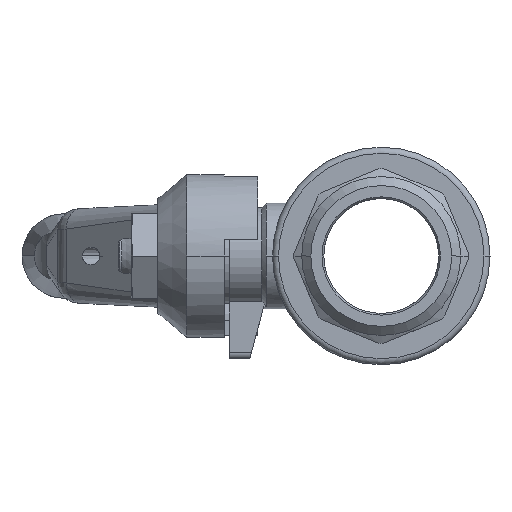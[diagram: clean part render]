
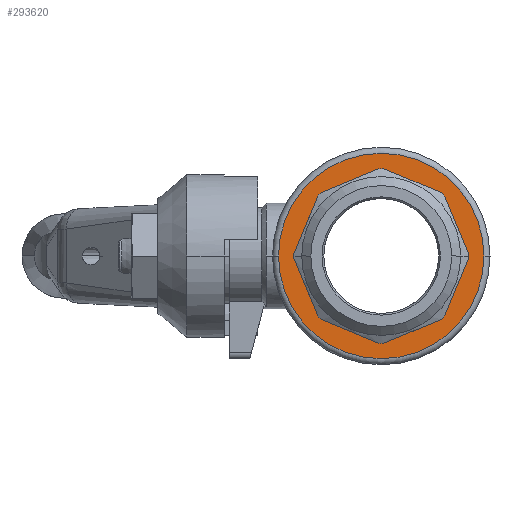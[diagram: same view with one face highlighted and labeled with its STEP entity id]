
A CAD part, left-side view. The second image highlights one B-rep face of the part: STEP entity #293620.
In plain terms, the highlighted face is planar.
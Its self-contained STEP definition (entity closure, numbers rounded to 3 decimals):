
#21550=CARTESIAN_POINT('',(17.,-0.406,
-14.444));
#21560=VERTEX_POINT('',#21550);
#21740=CARTESIAN_POINT('',(17.,0.406,
-14.444));
#21750=VERTEX_POINT('',#21740);
#21780=CARTESIAN_POINT('',(17.,0.,
0.));
#21790=DIRECTION('',(1.,0.,0.));
#21800=DIRECTION('',(0.,1.,0.));
#21810=AXIS2_PLACEMENT_3D('',#21780,#21790,#21800);
#21820=CIRCLE('',#21810,14.45);
#21830=EDGE_CURVE('',#21560,#21750,#21820,.T.);
#26810=CARTESIAN_POINT('',(17.,-10.5,
-9.927));
#26820=VERTEX_POINT('',#26810);
#27000=CARTESIAN_POINT('',(17.,-9.927,
-10.5));
#27010=VERTEX_POINT('',#27000);
#27040=CARTESIAN_POINT('',(17.,0.,
0.));
#27050=DIRECTION('',(1.,0.,0.));
#27060=DIRECTION('',(0.,1.,0.));
#27070=AXIS2_PLACEMENT_3D('',#27040,#27050,#27060);
#27080=CIRCLE('',#27070,14.45);
#27090=EDGE_CURVE('',#26820,#27010,#27080,.T.);
#292100=CARTESIAN_POINT('',(17.,17.,
0.));
#292110=VERTEX_POINT('',#292100);
#292200=CARTESIAN_POINT('',(17.,-17.,
0.));
#292210=VERTEX_POINT('',#292200);
#292240=CARTESIAN_POINT('',(17.,0.,
0.));
#292250=DIRECTION('',(-1.,0.,0.));
#292260=DIRECTION('',(0.,-1.,0.));
#292270=AXIS2_PLACEMENT_3D('',#292240,#292250,#292260);
#292280=CIRCLE('',#292270,17.);
#292290=EDGE_CURVE('',#292110,#292210,#292280,.T.);
#292340=CARTESIAN_POINT('',(17.,-16.225,
0.));
#292350=DIRECTION('',(1.,0.,0.));
#292360=DIRECTION('',(0.,1.,0.));
#292370=AXIS2_PLACEMENT_3D('',#292340,#292350,#292360);
#292380=PLANE('',#292370);
#292390=EDGE_CURVE('',#292210,#292110,#292280,.T.);
#292400=ORIENTED_EDGE('',*,*,#292390,.F.);
#292410=ORIENTED_EDGE('',*,*,#292290,.F.);
#292420=EDGE_LOOP('',(#292410,#292400));
#292430=FACE_OUTER_BOUND('',#292420,.T.);
#292440=CARTESIAN_POINT('',(17.,0.,
0.));
#292450=DIRECTION('',(1.,0.,0.));
#292460=DIRECTION('',(0.,1.,0.));
#292470=AXIS2_PLACEMENT_3D('',#292440,#292450,#292460);
#292480=CIRCLE('',#292470,14.45);
#292490=CARTESIAN_POINT('',(17.,-14.444,
0.406));
#292500=VERTEX_POINT('',#292490);
#292510=CARTESIAN_POINT('',(17.,-14.444,
-0.406));
#292520=VERTEX_POINT('',#292510);
#292530=EDGE_CURVE('',#292500,#292520,#292480,.T.);
#292540=ORIENTED_EDGE('',*,*,#292530,.F.);
#292550=CARTESIAN_POINT('',(17.,-14.612,
0.));
#292560=DIRECTION('',(0.,-0.383,
0.924));
#292570=VECTOR('',#292560,1.);
#292580=LINE('',#292550,#292570);
#292590=EDGE_CURVE('',#26820,#292520,#292580,.T.);
#292600=ORIENTED_EDGE('',*,*,#292590,.T.);
#292610=ORIENTED_EDGE('',*,*,#27090,.F.);
#292620=CARTESIAN_POINT('',(17.,0.,
-14.612));
#292630=DIRECTION('',(0.,-0.924,
0.383));
#292640=VECTOR('',#292630,1.);
#292650=LINE('',#292620,#292640);
#292660=EDGE_CURVE('',#21560,#27010,#292650,.T.);
#292670=ORIENTED_EDGE('',*,*,#292660,.T.);
#292680=ORIENTED_EDGE('',*,*,#21830,.F.);
#292690=CARTESIAN_POINT('',(17.,0.,
-14.612));
#292700=DIRECTION('',(0.,-0.924,
-0.383));
#292710=VECTOR('',#292700,1.);
#292720=LINE('',#292690,#292710);
#292730=CARTESIAN_POINT('',(17.,9.927,
-10.5));
#292740=VERTEX_POINT('',#292730);
#292750=EDGE_CURVE('',#292740,#21750,#292720,.T.);
#292760=ORIENTED_EDGE('',*,*,#292750,.T.);
#292770=CARTESIAN_POINT('',(17.,0.,
0.));
#292780=DIRECTION('',(1.,0.,0.));
#292790=DIRECTION('',(0.,1.,0.));
#292800=AXIS2_PLACEMENT_3D('',#292770,#292780,#292790);
#292810=CIRCLE('',#292800,14.45);
#292820=CARTESIAN_POINT('',(17.,10.5,
-9.927));
#292830=VERTEX_POINT('',#292820);
#292840=EDGE_CURVE('',#292740,#292830,#292810,.T.);
#292850=ORIENTED_EDGE('',*,*,#292840,.F.);
#292860=CARTESIAN_POINT('',(17.,14.612,
0.));
#292870=DIRECTION('',(0.,-0.383,
-0.924));
#292880=VECTOR('',#292870,1.);
#292890=LINE('',#292860,#292880);
#292900=CARTESIAN_POINT('',(17.,14.444,
-0.406));
#292910=VERTEX_POINT('',#292900);
#292920=EDGE_CURVE('',#292910,#292830,#292890,.T.);
#292930=ORIENTED_EDGE('',*,*,#292920,.T.);
#292940=CARTESIAN_POINT('',(17.,0.,
0.));
#292950=DIRECTION('',(1.,0.,0.));
#292960=DIRECTION('',(0.,1.,0.));
#292970=AXIS2_PLACEMENT_3D('',#292940,#292950,#292960);
#292980=CIRCLE('',#292970,14.45);
#292990=CARTESIAN_POINT('',(17.,14.444,
0.406));
#293000=VERTEX_POINT('',#292990);
#293010=EDGE_CURVE('',#292910,#293000,#292980,.T.);
#293020=ORIENTED_EDGE('',*,*,#293010,.F.);
#293030=CARTESIAN_POINT('',(17.,14.612,
0.));
#293040=DIRECTION('',(0.,0.383,
-0.924));
#293050=VECTOR('',#293040,1.);
#293060=LINE('',#293030,#293050);
#293070=CARTESIAN_POINT('',(17.,10.5,
9.927));
#293080=VERTEX_POINT('',#293070);
#293090=EDGE_CURVE('',#293080,#293000,#293060,.T.);
#293100=ORIENTED_EDGE('',*,*,#293090,.T.);
#293110=CARTESIAN_POINT('',(17.,0.,
0.));
#293120=DIRECTION('',(1.,0.,0.));
#293130=DIRECTION('',(0.,1.,0.));
#293140=AXIS2_PLACEMENT_3D('',#293110,#293120,#293130);
#293150=CIRCLE('',#293140,14.45);
#293160=CARTESIAN_POINT('',(17.,9.927,
10.5));
#293170=VERTEX_POINT('',#293160);
#293180=EDGE_CURVE('',#293080,#293170,#293150,.T.);
#293190=ORIENTED_EDGE('',*,*,#293180,.F.);
#293200=CARTESIAN_POINT('',(17.,0.,
14.612));
#293210=DIRECTION('',(0.,0.924,
-0.383));
#293220=VECTOR('',#293210,1.);
#293230=LINE('',#293200,#293220);
#293240=CARTESIAN_POINT('',(17.,0.406,
14.444));
#293250=VERTEX_POINT('',#293240);
#293260=EDGE_CURVE('',#293250,#293170,#293230,.T.);
#293270=ORIENTED_EDGE('',*,*,#293260,.T.);
#293280=CARTESIAN_POINT('',(17.,0.,
0.));
#293290=DIRECTION('',(1.,0.,0.));
#293300=DIRECTION('',(0.,1.,0.));
#293310=AXIS2_PLACEMENT_3D('',#293280,#293290,#293300);
#293320=CIRCLE('',#293310,14.45);
#293330=CARTESIAN_POINT('',(17.,-0.406,
14.444));
#293340=VERTEX_POINT('',#293330);
#293350=EDGE_CURVE('',#293250,#293340,#293320,.T.);
#293360=ORIENTED_EDGE('',*,*,#293350,.F.);
#293370=CARTESIAN_POINT('',(17.,0.,
14.612));
#293380=DIRECTION('',(0.,0.924,
0.383));
#293390=VECTOR('',#293380,1.);
#293400=LINE('',#293370,#293390);
#293410=CARTESIAN_POINT('',(17.,-9.927,
10.5));
#293420=VERTEX_POINT('',#293410);
#293430=EDGE_CURVE('',#293420,#293340,#293400,.T.);
#293440=ORIENTED_EDGE('',*,*,#293430,.T.);
#293450=CARTESIAN_POINT('',(17.,0.,
0.));
#293460=DIRECTION('',(1.,0.,0.));
#293470=DIRECTION('',(0.,1.,0.));
#293480=AXIS2_PLACEMENT_3D('',#293450,#293460,#293470);
#293490=CIRCLE('',#293480,14.45);
#293500=CARTESIAN_POINT('',(17.,-10.5,
9.927));
#293510=VERTEX_POINT('',#293500);
#293520=EDGE_CURVE('',#293420,#293510,#293490,.T.);
#293530=ORIENTED_EDGE('',*,*,#293520,.F.);
#293540=CARTESIAN_POINT('',(17.,-14.612,
0.));
#293550=DIRECTION('',(0.,0.383,
0.924));
#293560=VECTOR('',#293550,1.);
#293570=LINE('',#293540,#293560);
#293580=EDGE_CURVE('',#292500,#293510,#293570,.T.);
#293590=ORIENTED_EDGE('',*,*,#293580,.T.);
#293600=EDGE_LOOP('',(#293590,#293530,#293440,#293360,#293270,#293190,
#293100,#293020,#292930,#292850,#292760,#292680,#292670,#292610,#292600,
#292540));
#293610=FACE_BOUND('',#293600,.T.);
#293620=ADVANCED_FACE('',(#292430,#293610),#292380,.T.);
